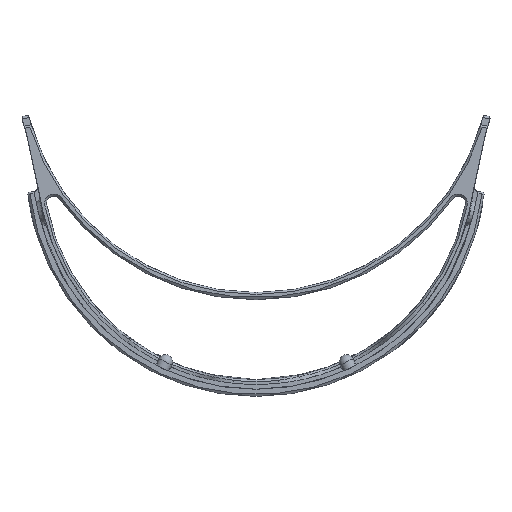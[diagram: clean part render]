
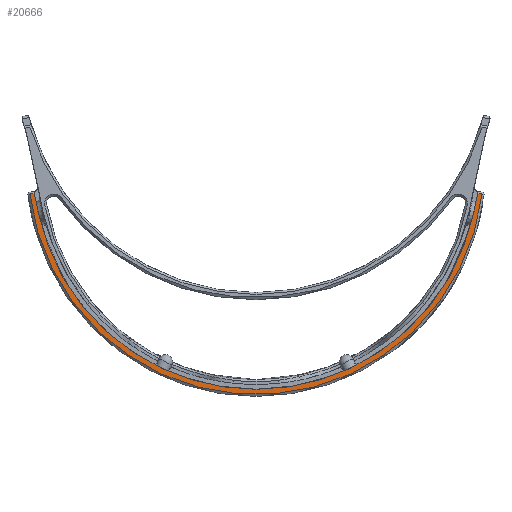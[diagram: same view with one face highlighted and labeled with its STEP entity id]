
A CAD part, front view. The second image highlights one B-rep face of the part: STEP entity #20666.
In plain terms, the highlighted planar face has unit normal (0, -1, 0).
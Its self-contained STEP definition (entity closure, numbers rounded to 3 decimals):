
#114 = CARTESIAN_POINT ( 'NONE',  ( 93.5, 0., -56.462 ) ) ;
#293 = CARTESIAN_POINT ( 'NONE',  ( -38.752, 0., -128.44 ) ) ;
#385 = DIRECTION ( 'NONE',  ( 0., 0., 1. ) ) ;
#903 = CARTESIAN_POINT ( 'NONE',  ( 5.058, 0., -45.239 ) ) ;
#923 = VECTOR ( 'NONE', #13826, 1000. ) ;
#1084 = EDGE_LOOP ( 'NONE', ( #12100, #2206, #3514, #9816, #22370, #20889, #10988, #2941, #14025, #10116, #3381 ) ) ;
#1381 = VECTOR ( 'NONE', #8148, 1000. ) ;
#1441 = VERTEX_POINT ( 'NONE', #4577 ) ;
#1698 = EDGE_CURVE ( 'NONE', #6719, #5976, #5789, .T. ) ;
#1743 = CARTESIAN_POINT ( 'NONE',  ( -93.302, 0., -56.438 ) ) ;
#2206 = ORIENTED_EDGE ( 'NONE', *, *, #14084, .T. ) ;
#2713 = CARTESIAN_POINT ( 'NONE',  ( 0., 0., 0. ) ) ;
#2859 = DIRECTION ( 'NONE',  ( 0., 1., 0. ) ) ;
#2941 = ORIENTED_EDGE ( 'NONE', *, *, #1698, .T. ) ;
#2962 = CARTESIAN_POINT ( 'NONE',  ( 99.145, 0., -21.094 ) ) ;
#2984 = CARTESIAN_POINT ( 'NONE',  ( -91.707, 0., -56.058 ) ) ;
#3086 = DIRECTION ( 'NONE',  ( 0., 0., 1. ) ) ;
#3381 = ORIENTED_EDGE ( 'NONE', *, *, #16104, .T. ) ;
#3449 = CARTESIAN_POINT ( 'NONE',  ( 93.324, 0., -56.239 ) ) ;
#3514 = ORIENTED_EDGE ( 'NONE', *, *, #16072, .F. ) ;
#3771 = VERTEX_POINT ( 'NONE', #3449 ) ;
#4448 = VERTEX_POINT ( 'NONE', #10879 ) ;
#4563 = EDGE_CURVE ( 'NONE', #6719, #7491, #14493, .T. ) ;
#4577 = CARTESIAN_POINT ( 'NONE',  ( 91.707, 0., -56.058 ) ) ;
#5041 = LINE ( 'NONE', #903, #923 ) ;
#5267 = DIRECTION ( 'NONE',  ( 0., 0., 1. ) ) ;
#5391 = DIRECTION ( 'NONE',  ( 0., -1., 0. ) ) ;
#5454 = DIRECTION ( 'NONE',  ( 0., 0., 1. ) ) ;
#5620 = CARTESIAN_POINT ( 'NONE',  ( 0., 0., -45. ) ) ;
#5789 = LINE ( 'NONE', #18563, #1381 ) ;
#5976 = VERTEX_POINT ( 'NONE', #2984 ) ;
#6719 = VERTEX_POINT ( 'NONE', #10569 ) ;
#7327 = AXIS2_PLACEMENT_3D ( 'NONE', #20753, #10266, #10412 ) ;
#7491 = VERTEX_POINT ( 'NONE', #293 ) ;
#7521 = CIRCLE ( 'NONE', #7327, 92. ) ;
#7663 = DIRECTION ( 'NONE',  ( 0., 0., -1. ) ) ;
#8148 = DIRECTION ( 'NONE',  ( -0.208, 0., 0.978 ) ) ;
#8248 = VERTEX_POINT ( 'NONE', #13972 ) ;
#8467 = CARTESIAN_POINT ( 'NONE',  ( -93.324, 0., -56.239 ) ) ;
#8910 = CARTESIAN_POINT ( 'NONE',  ( -5.058, 0., -45.239 ) ) ;
#9033 = CARTESIAN_POINT ( 'NONE',  ( 0., 0., -45. ) ) ;
#9053 = DIRECTION ( 'NONE',  ( 0., -1., 0. ) ) ;
#9351 = CARTESIAN_POINT ( 'NONE',  ( 0., 0., -45. ) ) ;
#9463 = CARTESIAN_POINT ( 'NONE',  ( -93.5, 0., -56.462 ) ) ;
#9816 = ORIENTED_EDGE ( 'NONE', *, *, #12754, .F. ) ;
#10030 = LINE ( 'NONE', #8910, #11387 ) ;
#10116 = ORIENTED_EDGE ( 'NONE', *, *, #15938, .T. ) ;
#10266 = DIRECTION ( 'NONE',  ( 0., -1., 0. ) ) ;
#10324 = VERTEX_POINT ( 'NONE', #9463 ) ;
#10412 = DIRECTION ( 'NONE',  ( 0., 0., -1. ) ) ;
#10449 = EDGE_CURVE ( 'NONE', #7491, #18778, #18812, .T. ) ;
#10569 = CARTESIAN_POINT ( 'NONE',  ( -89.986, 0., -64.145 ) ) ;
#10879 = CARTESIAN_POINT ( 'NONE',  ( 38.752, 0., -128.44 ) ) ;
#10988 = ORIENTED_EDGE ( 'NONE', *, *, #4563, .F. ) ;
#11387 = VECTOR ( 'NONE', #22579, 1000. ) ;
#11402 = AXIS2_PLACEMENT_3D ( 'NONE', #13003, #18466, #16700 ) ;
#11750 = CIRCLE ( 'NONE', #14299, 0.2 ) ;
#11951 = AXIS2_PLACEMENT_3D ( 'NONE', #9351, #12853, #7663 ) ;
#12100 = ORIENTED_EDGE ( 'NONE', *, *, #20881, .T. ) ;
#12754 = EDGE_CURVE ( 'NONE', #4448, #8248, #7521, .T. ) ;
#12853 = DIRECTION ( 'NONE',  ( 0., -1., 0. ) ) ;
#13003 = CARTESIAN_POINT ( 'NONE',  ( 0., 0., -45. ) ) ;
#13280 = VERTEX_POINT ( 'NONE', #114 ) ;
#13826 = DIRECTION ( 'NONE',  ( -0.994, 0., -0.111 ) ) ;
#13966 = VERTEX_POINT ( 'NONE', #8467 ) ;
#13972 = CARTESIAN_POINT ( 'NONE',  ( 89.986, 0., -64.145 ) ) ;
#14025 = ORIENTED_EDGE ( 'NONE', *, *, #16582, .T. ) ;
#14084 = EDGE_CURVE ( 'NONE', #3771, #1441, #10030, .T. ) ;
#14299 = AXIS2_PLACEMENT_3D ( 'NONE', #15932, #9053, #5454 ) ;
#14366 = VECTOR ( 'NONE', #18806, 1000. ) ;
#14493 = CIRCLE ( 'NONE', #11402, 92. ) ;
#15183 = AXIS2_PLACEMENT_3D ( 'NONE', #2713, #2859, #3086 ) ;
#15585 = FACE_OUTER_BOUND ( 'NONE', #1084, .T. ) ;
#15932 = CARTESIAN_POINT ( 'NONE',  ( 93.302, 0., -56.438 ) ) ;
#15938 = EDGE_CURVE ( 'NONE', #13966, #10324, #21465, .T. ) ;
#16072 = EDGE_CURVE ( 'NONE', #8248, #1441, #19022, .T. ) ;
#16104 = EDGE_CURVE ( 'NONE', #10324, #13280, #16275, .T. ) ;
#16218 = DIRECTION ( 'NONE',  ( 0., -1., 0. ) ) ;
#16275 = CIRCLE ( 'NONE', #19525, 94.2 ) ;
#16582 = EDGE_CURVE ( 'NONE', #5976, #13966, #5041, .T. ) ;
#16700 = DIRECTION ( 'NONE',  ( 0., 0., -1. ) ) ;
#17227 = CIRCLE ( 'NONE', #11951, 92. ) ;
#18031 = AXIS2_PLACEMENT_3D ( 'NONE', #9033, #16218, #21325 ) ;
#18369 = AXIS2_PLACEMENT_3D ( 'NONE', #1743, #21017, #5267 ) ;
#18466 = DIRECTION ( 'NONE',  ( 0., -1., 0. ) ) ;
#18482 = PLANE ( 'NONE',  #15183 ) ;
#18563 = CARTESIAN_POINT ( 'NONE',  ( -99.145, 0., -21.094 ) ) ;
#18678 = CARTESIAN_POINT ( 'NONE',  ( 0., 0., -137. ) ) ;
#18778 = VERTEX_POINT ( 'NONE', #18678 ) ;
#18806 = DIRECTION ( 'NONE',  ( 0.208, 0., 0.978 ) ) ;
#18812 = CIRCLE ( 'NONE', #18031, 92. ) ;
#19022 = LINE ( 'NONE', #2962, #14366 ) ;
#19525 = AXIS2_PLACEMENT_3D ( 'NONE', #5620, #5391, #385 ) ;
#20666 = ADVANCED_FACE ( 'NONE', ( #15585 ), #18482, .F. ) ;
#20753 = CARTESIAN_POINT ( 'NONE',  ( 0., 0., -45. ) ) ;
#20881 = EDGE_CURVE ( 'NONE', #13280, #3771, #11750, .T. ) ;
#20889 = ORIENTED_EDGE ( 'NONE', *, *, #10449, .F. ) ;
#21017 = DIRECTION ( 'NONE',  ( 0., -1., 0. ) ) ;
#21029 = EDGE_CURVE ( 'NONE', #18778, #4448, #17227, .T. ) ;
#21325 = DIRECTION ( 'NONE',  ( 0., 0., -1. ) ) ;
#21465 = CIRCLE ( 'NONE', #18369, 0.2 ) ;
#22370 = ORIENTED_EDGE ( 'NONE', *, *, #21029, .F. ) ;
#22579 = DIRECTION ( 'NONE',  ( -0.994, 0., 0.111 ) ) ;
